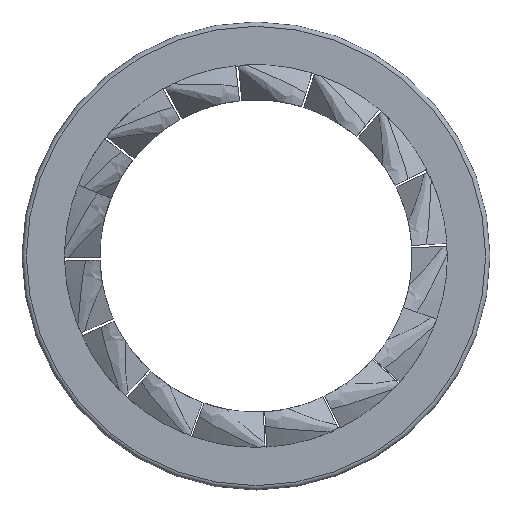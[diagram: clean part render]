
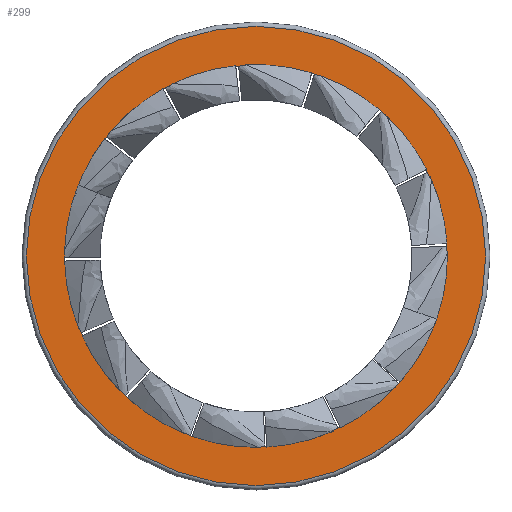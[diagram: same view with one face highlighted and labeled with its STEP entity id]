
A CAD part, left-side view. The second image highlights one B-rep face of the part: STEP entity #299.
In plain terms, the highlighted face is planar.
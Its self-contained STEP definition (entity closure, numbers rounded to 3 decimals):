
#121=PLANE('',#341);
#133=FACE_BOUND('',#158,.T.);
#139=FACE_OUTER_BOUND('',#157,.T.);
#157=EDGE_LOOP('',(#239));
#158=EDGE_LOOP('',(#240));
#176=CIRCLE('',#338,15.9);
#178=CIRCLE('',#342,13.25);
#184=VERTEX_POINT('',#491);
#186=VERTEX_POINT('',#497);
#206=EDGE_CURVE('',#184,#184,#176,.T.);
#208=EDGE_CURVE('',#186,#186,#178,.T.);
#239=ORIENTED_EDGE('',*,*,#206,.F.);
#240=ORIENTED_EDGE('',*,*,#208,.T.);
#299=ADVANCED_FACE('',(#139,#133),#121,.F.);
#338=AXIS2_PLACEMENT_3D('',#492,#390,#391);
#341=AXIS2_PLACEMENT_3D('',#496,#396,#397);
#342=AXIS2_PLACEMENT_3D('',#498,#398,#399);
#390=DIRECTION('center_axis',(0.,0.,1.));
#391=DIRECTION('ref_axis',(-1.,0.,0.));
#396=DIRECTION('center_axis',(0.,0.,1.));
#397=DIRECTION('ref_axis',(1.,0.,0.));
#398=DIRECTION('center_axis',(0.,0.,1.));
#399=DIRECTION('ref_axis',(-1.,0.,0.));
#491=CARTESIAN_POINT('',(15.9,0.,0.));
#492=CARTESIAN_POINT('Origin',(0.,0.,0.));
#496=CARTESIAN_POINT('Origin',(0.,0.,0.));
#497=CARTESIAN_POINT('',(13.25,0.,0.));
#498=CARTESIAN_POINT('Origin',(0.,0.,0.));
